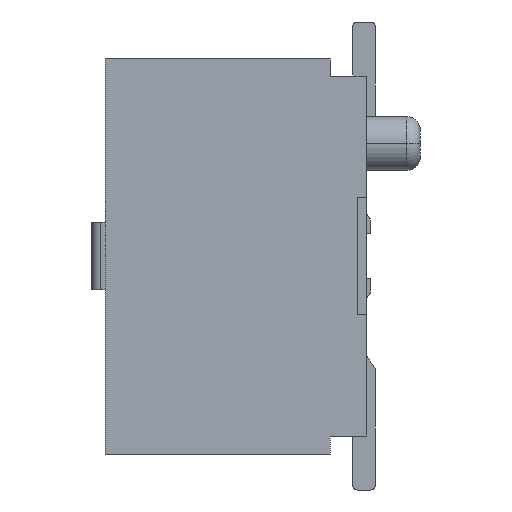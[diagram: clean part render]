
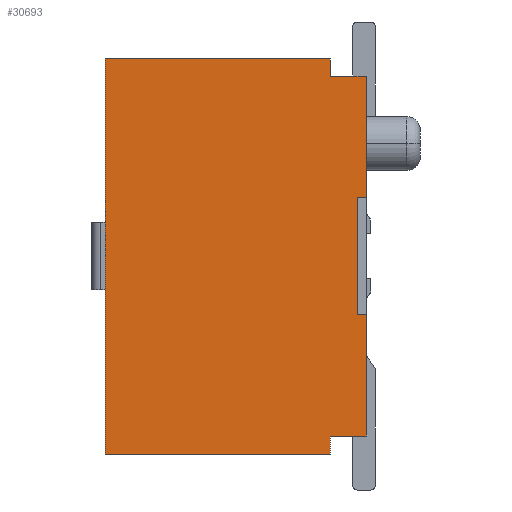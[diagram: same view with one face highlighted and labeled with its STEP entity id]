
A CAD part, left-side view. The second image highlights one B-rep face of the part: STEP entity #30693.
In plain terms, the highlighted planar face has unit normal (-1, 0, 0).
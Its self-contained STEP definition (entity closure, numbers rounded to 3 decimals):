
#31=DIRECTION('',(0.,1.,0.));
#32=VECTOR('',#31,0.1);
#33=CARTESIAN_POINT('',(-12.95,0.,-0.65));
#34=LINE('',#33,#32);
#35=DIRECTION('',(0.,0.,1.));
#36=VECTOR('',#35,1.35);
#37=CARTESIAN_POINT('',(-12.95,0.,-2.));
#38=LINE('',#37,#36);
#39=DIRECTION('',(0.,0.,1.));
#40=VECTOR('',#39,1.35);
#41=CARTESIAN_POINT('',(-12.95,0.,0.65));
#42=LINE('',#41,#40);
#43=DIRECTION('',(0.,-1.,0.));
#44=VECTOR('',#43,0.1);
#45=CARTESIAN_POINT('',(-12.95,0.1,0.65));
#46=LINE('',#45,#44);
#47=DIRECTION('',(0.,0.,1.));
#48=VECTOR('',#47,1.3);
#49=CARTESIAN_POINT('',(-12.95,0.1,-0.65));
#50=LINE('',#49,#48);
#79=DIRECTION('',(0.,-1.,0.));
#80=VECTOR('',#79,0.4);
#81=CARTESIAN_POINT('',(-12.95,0.4,-2.));
#82=LINE('',#81,#80);
#2707=DIRECTION('',(0.,0.,1.));
#2708=VECTOR('',#2707,4.4);
#2709=CARTESIAN_POINT('',(-12.95,2.9,-2.2));
#2710=LINE('',#2709,#2708);
#12593=DIRECTION('',(0.,1.,0.));
#12594=VECTOR('',#12593,0.4);
#12595=CARTESIAN_POINT('',(-12.95,0.,2.));
#12596=LINE('',#12595,#12594);
#20511=DIRECTION('',(0.,0.,1.));
#20512=VECTOR('',#20511,0.2);
#20513=CARTESIAN_POINT('',(-12.95,0.4,2.));
#20514=LINE('',#20513,#20512);
#20527=DIRECTION('',(0.,-1.,0.));
#20528=VECTOR('',#20527,2.5);
#20529=CARTESIAN_POINT('',(-12.95,2.9,2.2));
#20530=LINE('',#20529,#20528);
#20707=DIRECTION('',(0.,1.,0.));
#20708=VECTOR('',#20707,2.5);
#20709=CARTESIAN_POINT('',(-12.95,0.4,-2.2));
#20710=LINE('',#20709,#20708);
#20711=DIRECTION('',(0.,0.,1.));
#20712=VECTOR('',#20711,0.2);
#20713=CARTESIAN_POINT('',(-12.95,0.4,-2.2));
#20714=LINE('',#20713,#20712);
#26793=CARTESIAN_POINT('',(-12.95,0.,0.65));
#26795=VERTEX_POINT('',#26793);
#26799=CARTESIAN_POINT('',(-12.95,0.,-0.65));
#26800=VERTEX_POINT('',#26799);
#26801=CARTESIAN_POINT('',(-12.95,0.,-2.));
#26802=VERTEX_POINT('',#26801);
#26807=CARTESIAN_POINT('',(-12.95,0.,2.));
#26808=VERTEX_POINT('',#26807);
#26849=CARTESIAN_POINT('',(-12.95,0.1,0.65));
#26850=VERTEX_POINT('',#26849);
#26855=CARTESIAN_POINT('',(-12.95,0.1,-0.65));
#26856=VERTEX_POINT('',#26855);
#26857=CARTESIAN_POINT('',(-12.95,0.4,-2.));
#26858=VERTEX_POINT('',#26857);
#26859=CARTESIAN_POINT('',(-12.95,0.4,-2.2));
#26860=VERTEX_POINT('',#26859);
#26861=CARTESIAN_POINT('',(-12.95,2.9,-2.2));
#26862=VERTEX_POINT('',#26861);
#26863=CARTESIAN_POINT('',(-12.95,2.9,2.2));
#26864=VERTEX_POINT('',#26863);
#26865=CARTESIAN_POINT('',(-12.95,0.4,2.2));
#26866=VERTEX_POINT('',#26865);
#26867=CARTESIAN_POINT('',(-12.95,0.4,2.));
#26868=VERTEX_POINT('',#26867);
#30666=CARTESIAN_POINT('',(-12.95,1.45,0.));
#30667=DIRECTION('',(1.,0.,0.));
#30668=DIRECTION('',(0.,0.,1.));
#30669=AXIS2_PLACEMENT_3D('',#30666,#30667,#30668);
#30670=PLANE('',#30669);
#30672=ORIENTED_EDGE('',*,*,#30671,.F.);
#30673=ORIENTED_EDGE('',*,*,#30658,.F.);
#30674=ORIENTED_EDGE('',*,*,#30608,.F.);
#30676=ORIENTED_EDGE('',*,*,#30675,.F.);
#30678=ORIENTED_EDGE('',*,*,#30677,.F.);
#30680=ORIENTED_EDGE('',*,*,#30679,.T.);
#30682=ORIENTED_EDGE('',*,*,#30681,.T.);
#30684=ORIENTED_EDGE('',*,*,#30683,.T.);
#30686=ORIENTED_EDGE('',*,*,#30685,.F.);
#30688=ORIENTED_EDGE('',*,*,#30687,.F.);
#30689=ORIENTED_EDGE('',*,*,#30600,.F.);
#30690=ORIENTED_EDGE('',*,*,#30633,.F.);
#30691=EDGE_LOOP('',(#30672,#30673,#30674,#30676,#30678,#30680,#30682,#30684,
#30686,#30688,#30689,#30690));
#30692=FACE_OUTER_BOUND('',#30691,.F.);
#30600=EDGE_CURVE('',#26795,#26808,#42,.T.);
#30608=EDGE_CURVE('',#26802,#26800,#38,.T.);
#30633=EDGE_CURVE('',#26850,#26795,#46,.T.);
#30658=EDGE_CURVE('',#26800,#26856,#34,.T.);
#30671=EDGE_CURVE('',#26856,#26850,#50,.T.);
#30675=EDGE_CURVE('',#26858,#26802,#82,.T.);
#30677=EDGE_CURVE('',#26860,#26858,#20714,.T.);
#30679=EDGE_CURVE('',#26860,#26862,#20710,.T.);
#30681=EDGE_CURVE('',#26862,#26864,#2710,.T.);
#30683=EDGE_CURVE('',#26864,#26866,#20530,.T.);
#30685=EDGE_CURVE('',#26868,#26866,#20514,.T.);
#30687=EDGE_CURVE('',#26808,#26868,#12596,.T.);
#30693=ADVANCED_FACE('',(#30692),#30670,.F.);
